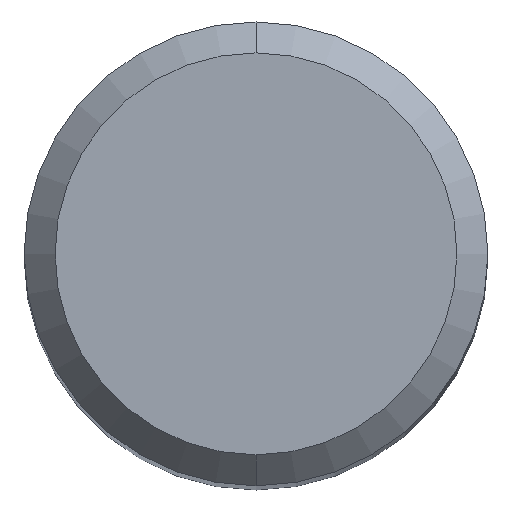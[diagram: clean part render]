
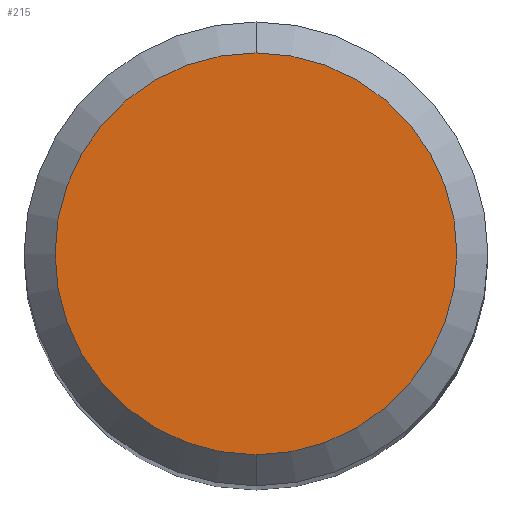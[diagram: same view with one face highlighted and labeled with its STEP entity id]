
A CAD part, top view. The second image highlights one B-rep face of the part: STEP entity #215.
In plain terms, the highlighted planar face has unit normal (0, 0, 1).
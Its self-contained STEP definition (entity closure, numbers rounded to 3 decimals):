
#103=VERTEX_POINT('',#256);
#131=VERTEX_POINT('',#288);
#139=EDGE_CURVE('',#131,#103,#297,.T.);
#173=EDGE_CURVE('',#103,#131,#334,.T.);
#215=ADVANCED_FACE('',(#380),#381,.T.);
#256=CARTESIAN_POINT('',(0.0,2.6,0.0));
#288=CARTESIAN_POINT('',(0.,-2.6,0.0));
#297=CIRCLE('',#465,2.6);
#334=CIRCLE('',#513,2.6);
#380=FACE_OUTER_BOUND('',#579,.T.);
#381=PLANE('',#580);
#465=AXIS2_PLACEMENT_3D('',#664,#665,#666);
#513=AXIS2_PLACEMENT_3D('',#711,#712,#713);
#579=EDGE_LOOP('',(#769,#770));
#580=AXIS2_PLACEMENT_3D('',#771,#772,#773);
#664=CARTESIAN_POINT('',(0.0,0.0,0.0));
#665=DIRECTION('',(0.0,0.0,-1.0));
#666=DIRECTION('',(0.0,1.0,0.0));
#711=CARTESIAN_POINT('',(0.0,0.0,0.0));
#712=DIRECTION('',(0.0,0.0,-1.0));
#713=DIRECTION('',(0.0,1.0,0.0));
#769=ORIENTED_EDGE('',*,*,#173,.F.);
#770=ORIENTED_EDGE('',*,*,#139,.F.);
#771=CARTESIAN_POINT('',(0.0,1.3,0.0));
#772=DIRECTION('',(-0.0,0.0,1.0));
#773=DIRECTION('',(0.0,-1.0,0.0));
